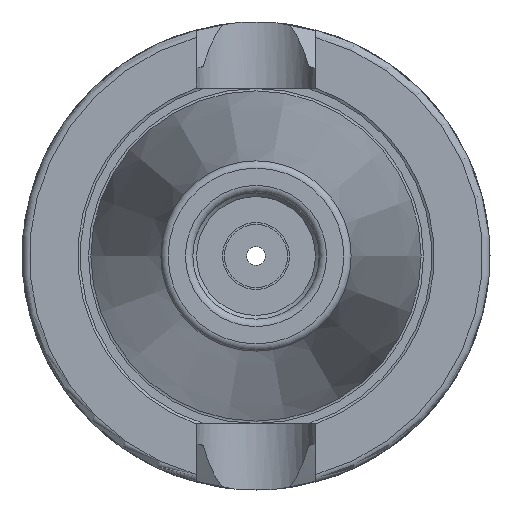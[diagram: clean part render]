
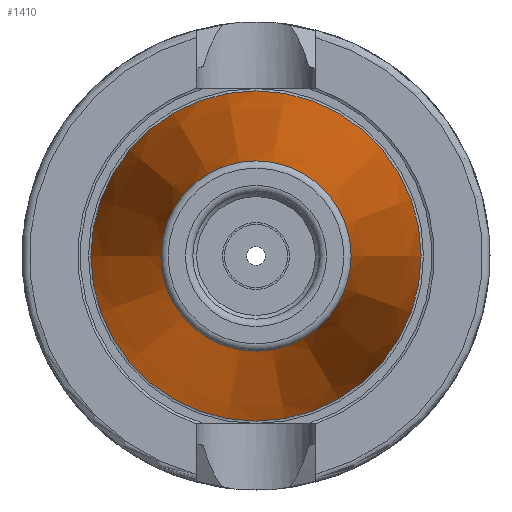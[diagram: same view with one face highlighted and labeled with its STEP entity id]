
A CAD part, left-side view. The second image highlights one B-rep face of the part: STEP entity #1410.
In plain terms, the highlighted conical face has half-angle 8.297 degrees and reference radius 17.519 mm.
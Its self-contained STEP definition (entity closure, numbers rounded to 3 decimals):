
#1376=CARTESIAN_POINT('',(-64.544,12.812,0.0));
#1377=VERTEX_POINT('',#1376);
#1378=CARTESIAN_POINT('',(-64.544,0.,0.0));
#1379=DIRECTION('',(1.0,0.0,0.0));
#1380=DIRECTION('',(0.0,1.0,0.0));
#1381=AXIS2_PLACEMENT_3D('',#1378,#1379,#1380);
#1382=CIRCLE('',#1381,12.812);
#1383=EDGE_CURVE('',#1377,#1377,#1382,.T.);
#1391=CARTESIAN_POINT('',(-32.272,0.,0.0));
#1392=DIRECTION('',(1.0,0.0,0.0));
#1393=DIRECTION('',(0.0,1.0,0.0));
#1394=AXIS2_PLACEMENT_3D('',#1391,#1392,#1393);
#1395=CONICAL_SURFACE('',#1394,17.519,8.297);
#1396=CARTESIAN_POINT('',(0.0,22.225,0.0));
#1397=VERTEX_POINT('',#1396);
#1398=CARTESIAN_POINT('',(0.0,0.,0.0));
#1399=DIRECTION('',(1.0,0.0,0.0));
#1400=DIRECTION('',(0.0,1.0,0.0));
#1401=AXIS2_PLACEMENT_3D('',#1398,#1399,#1400);
#1402=CIRCLE('',#1401,22.225);
#1403=EDGE_CURVE('',#1397,#1397,#1402,.T.);
#1404=ORIENTED_EDGE('',*,*,#1403,.F.);
#1405=EDGE_LOOP('',(#1404));
#1406=FACE_OUTER_BOUND('',#1405,.T.);
#1407=ORIENTED_EDGE('',*,*,#1383,.T.);
#1408=EDGE_LOOP('',(#1407));
#1409=FACE_BOUND('',#1408,.T.);
#1410=ADVANCED_FACE('',(#1406,#1409),#1395,.T.);
